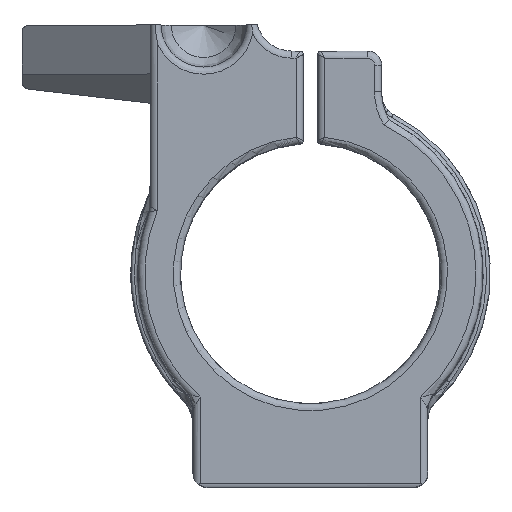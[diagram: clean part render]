
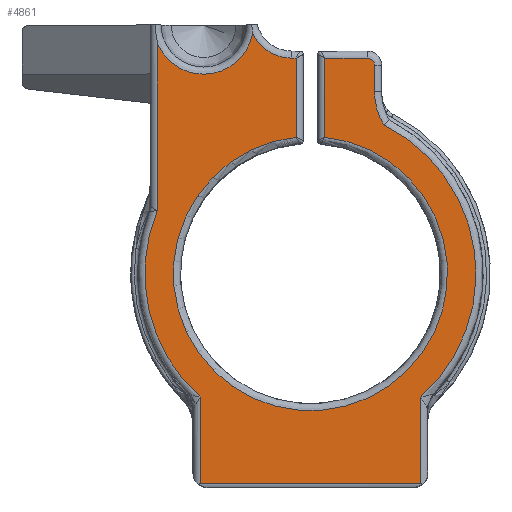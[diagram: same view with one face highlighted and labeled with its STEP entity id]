
A CAD part, top view. The second image highlights one B-rep face of the part: STEP entity #4861.
In plain terms, the highlighted planar face has unit normal (0, 0, 1).
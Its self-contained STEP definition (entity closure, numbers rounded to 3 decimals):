
#351=PLANE('',#5302);
#485=FACE_OUTER_BOUND('',#817,.T.);
#817=EDGE_LOOP('',(#3754,#3755,#3756,#3757,#3758,#3759,#3760,#3761,#3762,
#3763,#3764,#3765,#3766,#3767,#3768,#3769));
#1267=LINE('',#8831,#1573);
#1268=LINE('',#8833,#1574);
#1269=LINE('',#8834,#1575);
#1270=LINE('',#8838,#1576);
#1271=LINE('',#8842,#1577);
#1272=LINE('',#8843,#1578);
#1273=LINE('',#8845,#1579);
#1274=LINE('',#8847,#1580);
#1275=LINE('',#8853,#1581);
#1573=VECTOR('',#6357,12.159);
#1574=VECTOR('',#6358,31.);
#1575=VECTOR('',#6359,12.159);
#1576=VECTOR('',#6362,3.705);
#1577=VECTOR('',#6365,6.);
#1578=VECTOR('',#6366,11.104);
#1579=VECTOR('',#6367,11.104);
#1580=VECTOR('',#6368,0.659);
#1581=VECTOR('',#6373,23.552);
#1720=CIRCLE('',#5212,23.25);
#1721=CIRCLE('',#5214,19.25);
#1768=CIRCLE('',#5303,9.);
#1769=CIRCLE('',#5304,1.);
#1770=CIRCLE('',#5305,6.);
#1771=CIRCLE('',#5306,7.);
#1772=CIRCLE('',#5307,23.25);
#2146=VERTEX_POINT('',#7884);
#2147=VERTEX_POINT('',#7901);
#2148=VERTEX_POINT('',#7944);
#2149=VERTEX_POINT('',#7945);
#2313=VERTEX_POINT('',#8829);
#2314=VERTEX_POINT('',#8830);
#2315=VERTEX_POINT('',#8832);
#2316=VERTEX_POINT('',#8835);
#2317=VERTEX_POINT('',#8837);
#2318=VERTEX_POINT('',#8839);
#2319=VERTEX_POINT('',#8841);
#2320=VERTEX_POINT('',#8844);
#2321=VERTEX_POINT('',#8846);
#2322=VERTEX_POINT('',#8848);
#2323=VERTEX_POINT('',#8850);
#2324=VERTEX_POINT('',#8852);
#2654=EDGE_CURVE('',#2147,#2146,#1720,.T.);
#2656=EDGE_CURVE('',#2148,#2149,#1721,.T.);
#2850=EDGE_CURVE('',#2313,#2314,#1267,.T.);
#2851=EDGE_CURVE('',#2314,#2315,#1268,.T.);
#2852=EDGE_CURVE('',#2315,#2147,#1269,.T.);
#2853=EDGE_CURVE('',#2146,#2316,#1768,.T.);
#2854=EDGE_CURVE('',#2316,#2317,#1270,.T.);
#2855=EDGE_CURVE('',#2317,#2318,#1769,.T.);
#2856=EDGE_CURVE('',#2318,#2319,#1271,.T.);
#2857=EDGE_CURVE('',#2319,#2148,#1272,.T.);
#2858=EDGE_CURVE('',#2149,#2320,#1273,.T.);
#2859=EDGE_CURVE('',#2320,#2321,#1274,.T.);
#2860=EDGE_CURVE('',#2321,#2322,#1770,.T.);
#2861=EDGE_CURVE('',#2322,#2323,#1771,.T.);
#2862=EDGE_CURVE('',#2323,#2324,#1275,.T.);
#2863=EDGE_CURVE('',#2324,#2313,#1772,.T.);
#3754=ORIENTED_EDGE('',*,*,#2850,.T.);
#3755=ORIENTED_EDGE('',*,*,#2851,.T.);
#3756=ORIENTED_EDGE('',*,*,#2852,.T.);
#3757=ORIENTED_EDGE('',*,*,#2654,.T.);
#3758=ORIENTED_EDGE('',*,*,#2853,.T.);
#3759=ORIENTED_EDGE('',*,*,#2854,.T.);
#3760=ORIENTED_EDGE('',*,*,#2855,.T.);
#3761=ORIENTED_EDGE('',*,*,#2856,.T.);
#3762=ORIENTED_EDGE('',*,*,#2857,.T.);
#3763=ORIENTED_EDGE('',*,*,#2656,.T.);
#3764=ORIENTED_EDGE('',*,*,#2858,.T.);
#3765=ORIENTED_EDGE('',*,*,#2859,.T.);
#3766=ORIENTED_EDGE('',*,*,#2860,.T.);
#3767=ORIENTED_EDGE('',*,*,#2861,.T.);
#3768=ORIENTED_EDGE('',*,*,#2862,.T.);
#3769=ORIENTED_EDGE('',*,*,#2863,.T.);
#4861=ADVANCED_FACE('',(#485),#351,.T.);
#5212=AXIS2_PLACEMENT_3D('',#7902,#6075,#6076);
#5214=AXIS2_PLACEMENT_3D('',#7946,#6079,#6080);
#5302=AXIS2_PLACEMENT_3D('',#8828,#6355,#6356);
#5303=AXIS2_PLACEMENT_3D('',#8836,#6360,#6361);
#5304=AXIS2_PLACEMENT_3D('',#8840,#6363,#6364);
#5305=AXIS2_PLACEMENT_3D('',#8849,#6369,#6370);
#5306=AXIS2_PLACEMENT_3D('',#8851,#6371,#6372);
#5307=AXIS2_PLACEMENT_3D('',#8854,#6374,#6375);
#6075=DIRECTION('center_axis',(0.,0.,1.));
#6076=DIRECTION('ref_axis',(1.,0.,0.));
#6079=DIRECTION('center_axis',(0.,0.,-1.));
#6080=DIRECTION('ref_axis',(1.,0.,0.));
#6355=DIRECTION('center_axis',(0.,0.,1.));
#6356=DIRECTION('ref_axis',(1.,0.,0.));
#6357=DIRECTION('',(0.,-1.,0.));
#6358=DIRECTION('',(1.,0.,0.));
#6359=DIRECTION('',(0.,1.,0.));
#6360=DIRECTION('center_axis',(0.,0.,-1.));
#6361=DIRECTION('ref_axis',(1.,0.,0.));
#6362=DIRECTION('',(0.,1.,0.));
#6363=DIRECTION('center_axis',(0.,0.,1.));
#6364=DIRECTION('ref_axis',(1.,0.,0.));
#6365=DIRECTION('',(-1.,0.,0.));
#6366=DIRECTION('',(0.,-1.,0.));
#6367=DIRECTION('',(0.,1.,0.));
#6368=DIRECTION('',(-1.,0.,0.));
#6369=DIRECTION('center_axis',(0.,0.,-1.));
#6370=DIRECTION('ref_axis',(1.,0.,0.));
#6371=DIRECTION('center_axis',(0.,0.,-1.));
#6372=DIRECTION('ref_axis',(1.,0.,0.));
#6373=DIRECTION('',(0.,-1.,0.));
#6374=DIRECTION('center_axis',(0.,0.,1.));
#6375=DIRECTION('ref_axis',(1.,0.,0.));
#7884=CARTESIAN_POINT('',(10.337,50.826,21.5));
#7901=CARTESIAN_POINT('',(15.5,12.67,21.5));
#7902=CARTESIAN_POINT('Origin',(0.,30.,21.5));
#7944=CARTESIAN_POINT('',(2.,49.146,21.5));
#7945=CARTESIAN_POINT('',(-2.,49.146,21.5));
#7946=CARTESIAN_POINT('Origin',(0.,30.,21.5));
#8828=CARTESIAN_POINT('Origin',(0.,30.,21.5));
#8829=CARTESIAN_POINT('',(-15.5,12.67,21.5));
#8830=CARTESIAN_POINT('',(-15.5,0.512,21.5));
#8831=CARTESIAN_POINT('',(-15.5,0.099,21.5));
#8832=CARTESIAN_POINT('',(15.5,0.512,21.5));
#8833=CARTESIAN_POINT('',(16.5,0.512,21.5));
#8834=CARTESIAN_POINT('',(15.5,12.229,21.5));
#8835=CARTESIAN_POINT('',(9.,55.545,21.5));
#8836=CARTESIAN_POINT('Origin',(18.,55.545,21.5));
#8837=CARTESIAN_POINT('',(9.,59.25,21.5));
#8838=CARTESIAN_POINT('',(9.,30.,21.5));
#8839=CARTESIAN_POINT('',(8.,60.25,21.5));
#8840=CARTESIAN_POINT('Origin',(8.,59.25,21.5));
#8841=CARTESIAN_POINT('',(2.,60.25,21.5));
#8842=CARTESIAN_POINT('',(0.,60.25,21.5));
#8843=CARTESIAN_POINT('',(2.,48.223,21.5));
#8844=CARTESIAN_POINT('',(-2.,60.25,21.5));
#8845=CARTESIAN_POINT('',(-2.,61.25,21.5));
#8846=CARTESIAN_POINT('',(-2.659,60.25,21.5));
#8847=CARTESIAN_POINT('',(0.,60.25,21.5));
#8848=CARTESIAN_POINT('',(-8.113,63.749,21.5));
#8849=CARTESIAN_POINT('Origin',(-2.659,66.25,21.5));
#8850=CARTESIAN_POINT('',(-21.5,62.402,21.5));
#8851=CARTESIAN_POINT('Origin',(-15.,65.,21.5));
#8852=CARTESIAN_POINT('',(-21.5,38.849,21.5));
#8853=CARTESIAN_POINT('',(-21.5,39.045,21.5));
#8854=CARTESIAN_POINT('Origin',(0.,30.,21.5));
